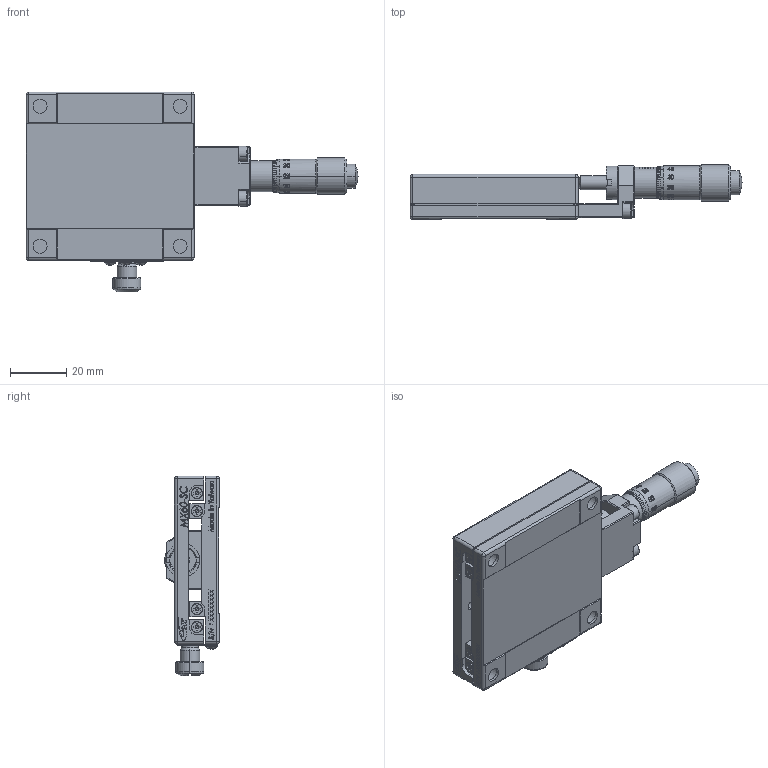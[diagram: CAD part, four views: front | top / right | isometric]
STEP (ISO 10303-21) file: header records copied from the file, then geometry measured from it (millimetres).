
FILE_DESCRIPTION (( 'STEP AP214' ), '1' );
FILE_NAME ('MX60-SC(«¬¿ý).STEP', '2015-06-11T03:30:28', ( '' ), ( '' ), 'SwSTEP 2.0', 'SolidWorks 2015', '' );
FILE_SCHEMA (( 'AUTOMOTIVE_DESIGN' ));
Length unit declared in the file: millimetre
Products named in the file (3): Group1^MX60-SC(模糊化); MX60-SC(型錄); Group2^MX60-SC(模糊化)
Assembly tree (2 placements, depth 2):
  MX60-SC(型錄)
    Group1^MX60-SC(模糊化)
    Group2^MX60-SC(模糊化)
Bounding box: 118.5 x 19.5 x 71.3 mm (x, y, z)
Volume: 54576.6 mm3; surface area: 26865.5 mm2
Topology: 15 solids, 15 shells, 1950 faces, 5097 edges, 3261 vertices
Faces by surface type: plane 950, bspline 412, cylinder 292, cone 222, torus 56, sphere 18
Entity records: 90365 total; most frequent: CARTESIAN_POINT 42281, ORIENTED_EDGE 10126, DIRECTION 8586, EDGE_CURVE 5063, VERTEX_POINT 3261, AXIS2_PLACEMENT_3D 2938, VECTOR 2710, LINE 2710
